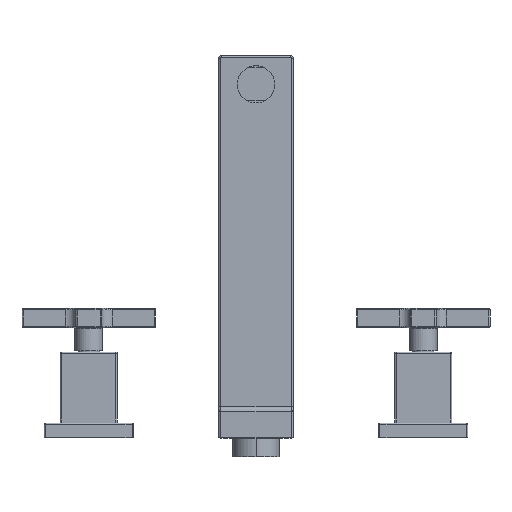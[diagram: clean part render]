
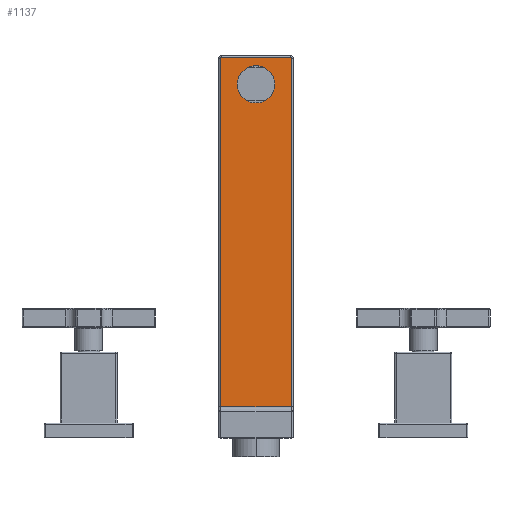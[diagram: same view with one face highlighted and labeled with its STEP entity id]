
A CAD part, front view. The second image highlights one B-rep face of the part: STEP entity #1137.
In plain terms, the highlighted planar face has unit normal (0, -1, 0).
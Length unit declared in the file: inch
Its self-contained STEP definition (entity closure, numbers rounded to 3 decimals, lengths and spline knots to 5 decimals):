
#235=DIRECTION('',(0.,0.,-1.));
#236=VECTOR('',#235,8.206);
#237=CARTESIAN_POINT('',(0.835,1.546,8.94));
#238=LINE('',#237,#236);
#242=DIRECTION('',(1.,0.,0.));
#243=VECTOR('',#242,1.67);
#244=CARTESIAN_POINT('',(-0.835,1.546,0.734));
#245=LINE('',#244,#243);
#249=DIRECTION('',(0.,0.,1.));
#250=VECTOR('',#249,8.206);
#251=CARTESIAN_POINT('',(-0.835,1.546,0.734));
#252=LINE('',#251,#250);
#256=CARTESIAN_POINT('',(-0.815,1.546,8.94));
#257=DIRECTION('',(0.,1.,0.));
#258=DIRECTION('',(-1.,0.,0.));
#259=AXIS2_PLACEMENT_3D('',#256,#257,#258);
#264=DIRECTION('',(1.,0.,0.));
#265=VECTOR('',#264,1.63);
#266=CARTESIAN_POINT('',(-0.815,1.546,8.96));
#267=LINE('',#266,#265);
#271=CARTESIAN_POINT('',(0.815,1.546,8.94));
#272=DIRECTION('',(0.,1.,0.));
#273=DIRECTION('',(0.,0.,1.));
#274=AXIS2_PLACEMENT_3D('',#271,#272,#273);
#279=CARTESIAN_POINT('',(0.,1.546,8.32));
#280=DIRECTION('',(0.,-1.,0.));
#281=DIRECTION('',(1.,0.,0.));
#282=AXIS2_PLACEMENT_3D('',#279,#280,#281);
#287=CARTESIAN_POINT('',(0.,1.546,8.32));
#288=DIRECTION('',(0.,-1.,0.));
#289=DIRECTION('',(-1.,0.,0.));
#290=AXIS2_PLACEMENT_3D('',#287,#288,#289);
#901=CARTESIAN_POINT('',(0.835,1.546,0.734));
#902=VERTEX_POINT('',#901);
#905=CARTESIAN_POINT('',(0.835,1.546,8.94));
#906=VERTEX_POINT('',#905);
#911=CARTESIAN_POINT('',(-0.835,1.546,0.734));
#912=CARTESIAN_POINT('',(-0.835,1.546,8.94));
#913=VERTEX_POINT('',#911);
#914=VERTEX_POINT('',#912);
#953=CARTESIAN_POINT('',(0.815,1.546,8.96));
#954=VERTEX_POINT('',#953);
#957=CARTESIAN_POINT('',(-0.815,1.546,8.96));
#958=VERTEX_POINT('',#957);
#995=CARTESIAN_POINT('',(0.4375,1.546,8.32));
#996=CARTESIAN_POINT('',(-0.4375,1.546,8.32));
#997=VERTEX_POINT('',#995);
#998=VERTEX_POINT('',#996);
#1113=CARTESIAN_POINT('',(-0.875,1.546,9.));
#1114=DIRECTION('',(0.,-1.,0.));
#1115=DIRECTION('',(0.,0.,-1.));
#1116=AXIS2_PLACEMENT_3D('',#1113,#1114,#1115);
#1117=PLANE('',#1116);
#1119=ORIENTED_EDGE('',*,*,#1118,.T.);
#1121=ORIENTED_EDGE('',*,*,#1120,.F.);
#1122=ORIENTED_EDGE('',*,*,#1096,.T.);
#1124=ORIENTED_EDGE('',*,*,#1123,.T.);
#1126=ORIENTED_EDGE('',*,*,#1125,.T.);
#1128=ORIENTED_EDGE('',*,*,#1127,.T.);
#1129=EDGE_LOOP('',(#1119,#1121,#1122,#1124,#1126,#1128));
#1130=FACE_OUTER_BOUND('',#1129,.F.);
#1132=ORIENTED_EDGE('',*,*,#1131,.T.);
#1134=ORIENTED_EDGE('',*,*,#1133,.T.);
#1135=EDGE_LOOP('',(#1132,#1134));
#1136=FACE_BOUND('',#1135,.F.);
#260=CIRCLE('',#259,0.02);
#275=CIRCLE('',#274,0.02);
#283=CIRCLE('',#282,0.4375);
#291=CIRCLE('',#290,0.4375);
#1096=EDGE_CURVE('',#913,#914,#252,.T.);
#1118=EDGE_CURVE('',#906,#902,#238,.T.);
#1120=EDGE_CURVE('',#913,#902,#245,.T.);
#1123=EDGE_CURVE('',#914,#958,#260,.T.);
#1125=EDGE_CURVE('',#958,#954,#267,.T.);
#1127=EDGE_CURVE('',#954,#906,#275,.T.);
#1131=EDGE_CURVE('',#997,#998,#283,.T.);
#1133=EDGE_CURVE('',#998,#997,#291,.T.);
#1137=ADVANCED_FACE('',(#1130,#1136),#1117,.T.);
